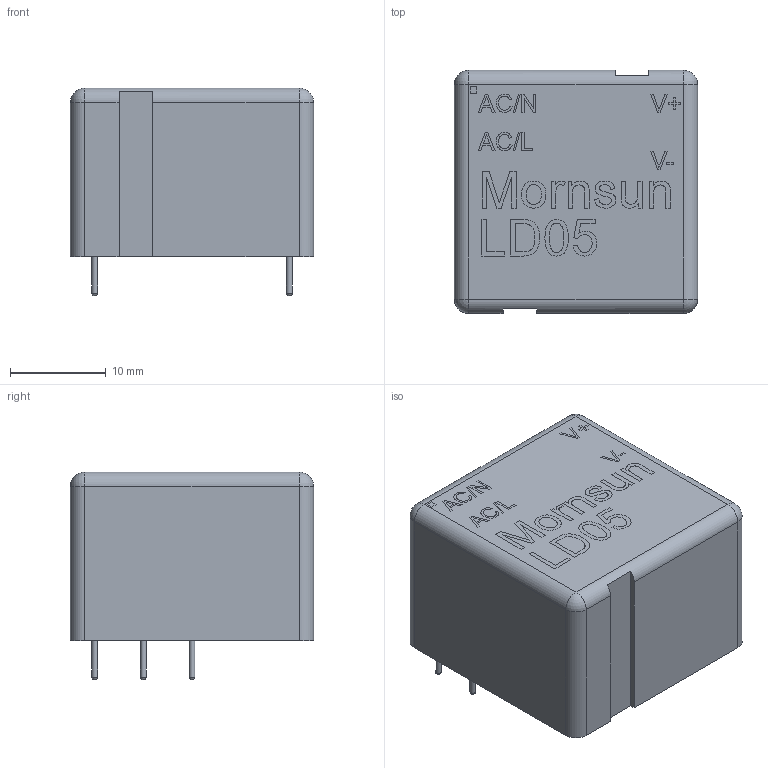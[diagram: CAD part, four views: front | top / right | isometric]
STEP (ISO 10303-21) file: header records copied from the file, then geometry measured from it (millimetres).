
FILE_DESCRIPTION(('FreeCAD Model'),'2;1');
FILE_NAME('Open CASCADE Shape Model','2022-04-09T14:32:52',('Author'),( ''),'Open CASCADE STEP processor 7.5','FreeCAD','Unknown');
FILE_SCHEMA(('AUTOMOTIVE_DESIGN { 1 0 10303 214 1 1 1 1 }'));
Length unit declared in the file: millimetre
Products named in the file (13): Unnamed; Pin 1; Pin 002; Pin 004; Pin 005; Cut001; Mornsun; LD05; AC/L; AC/N; V+; V-; dot
Assembly tree (12 placements, depth 2):
  Unnamed
    Pin 1
    Pin 002
    Pin 004
    Pin 005
    Cut001
    Mornsun
    LD05
    AC/L
    AC/N
    V+
    V-
    dot
Bounding box: 25.4 x 25.4 x 21.71 mm (x, y, z)
Volume: 11219.5 mm3; surface area: 3074.6 mm2
Topology: 5 solids, 29 shells, 62 faces, 419 edges, 383 vertices
Faces by surface type: plane 42, cylinder 12, sphere 8
Full cylindrical faces by diameter (mm): 0.6 x4
Entity records: 7727 total; most frequent: CARTESIAN_POINT 2144, DIRECTION 676, ORIENTED_EDGE 487, PCURVE 487, DEFINITIONAL_REPRESENTATION 487, LINE 452, VECTOR 452, EDGE_CURVE 411
